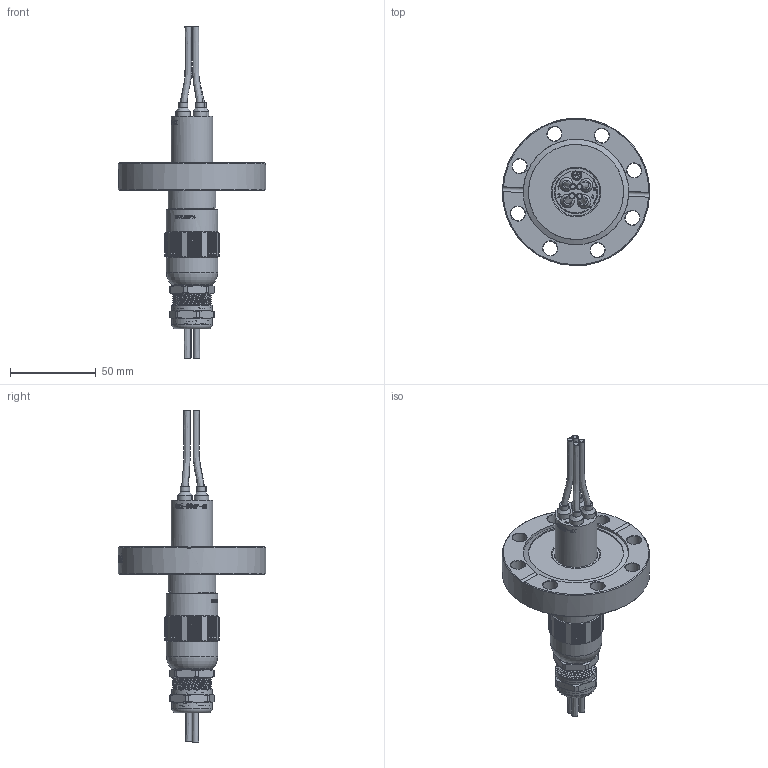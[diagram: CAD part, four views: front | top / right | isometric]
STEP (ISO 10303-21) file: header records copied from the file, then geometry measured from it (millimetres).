
FILE_DESCRIPTION (( 'STEP AP214' ), '1' );
FILE_NAME ('外发模型（带护线筒）-ZA-S-CF50-0435.STEP', '2024-08-15T10:11:20', ( '' ), ( '' ), 'SwSTEP 2.0', 'SolidWorks 2020', '' );
FILE_SCHEMA (( 'AUTOMOTIVE_DESIGN' ));
Length unit declared in the file: millimetre
Products named in the file (24): 俋楷耀倰-Z-XF-4P35H-殏俔-VAC-PPS; M3-16-4 - 坋趼芛; 囀郋躇猾杶 10-14; 外发模型-Z-CFG-3540+电线-4.0-折弯-0435; FL-CF50-D28; 外发模型（带护线筒）-ZA-S-CF50-0435; 誘盄芠蹟簽-LT14-PG16; 囀郋彶踡蛈 10-14; 寡蝶誘盄杶; 俋楷耀倰-Z-SA-D28-0435-L110-L119; 俋楷耀倰-FL-SA-D28-0435-L110-L119; 誘盄芠俋褲-CPC-M28D14; 萇盄囀郋-4.0-0435; 誘盄芠囀郋-FTL14-M20NX; 俋楷耀倰-Z-XF-4P35H-殏俔-AIR-PPS; 俋楷耀倰-BLANK-CFG-3540; NDL-D35L300; 俋楷耀倰-XF-4P35H-AIR-PPS; 誘盄芠-CPC-M28D14; 俋楷耀倰-XF-4P35H-VAC-PPS; 外发模型-母针卡爪-3540; 俋楷耀倰-SA-D28-0435-L110-L119; 萇盄-4.0-0435; 萇盄蝶々-4.0-0435
Assembly tree (41 placements, depth 6):
  外发模型（带护线筒）-ZA-S-CF50-0435
    俋楷耀倰-Z-SA-D28-0435-L110-L119
      俋楷耀倰-SA-D28-0435-L110-L119
        俋楷耀倰-FL-SA-D28-0435-L110-L119
        NDL-D35L300  x4
      誘盄芠-CPC-M28D14
        誘盄芠俋褲-CPC-M28D14
        誘盄芠囀郋-FTL14-M20NX
          誘盄芠蹟簽-LT14-PG16
          囀郋躇猾杶 10-14
          囀郋彶踡蛈 10-14
      俋楷耀倰-Z-XF-4P35H-殏俔-VAC-PPS
        俋楷耀倰-XF-4P35H-VAC-PPS
        外发模型-Z-CFG-3540+电线-4.0-折弯-0435  x4
          俋楷耀倰-BLANK-CFG-3540
          外发模型-母针卡爪-3540
          萇盄-4.0-0435
            萇盄蝶々-4.0-0435
            萇盄囀郋-4.0-0435
        M3-16-4 - 坋趼芛
        寡蝶誘盄杶  x4
      俋楷耀倰-Z-XF-4P35H-殏俔-AIR-PPS
        俋楷耀倰-XF-4P35H-AIR-PPS
        外发模型-Z-CFG-3540+电线-4.0-折弯-0435  x4
          俋楷耀倰-BLANK-CFG-3540
          外发模型-母针卡爪-3540
          萇盄-4.0-0435
            萇盄蝶々-4.0-0435
            萇盄囀郋-4.0-0435
        M3-16-4 - 坋趼芛
        寡蝶誘盄杶  x4
    FL-CF50-D28
Bounding box: 85.99 x 85.97 x 193.8 mm (x, y, z)
Volume: 132671.7 mm3; surface area: 90041.6 mm2
Topology: 78 solids, 78 shells, 1313 faces, 3712 edges, 2710 vertices
Faces by surface type: plane 728, cylinder 350, bspline 134, cone 76, torus 25
Full cylindrical faces by diameter (mm): 1 x8, 1.8 x2, 2.5 x32, 2.8 x8, 3 x8, 3.5 x18, 3.6 x8, 4.5 x2, 5 x24, 5.2 x16, 5.4 x8, 6 x8, 6.5 x16, 8 x16, 8.4 x8, 14.2 x2, 14.5 x1, 17.4 x2, 19.2 x1, 19.3 x1, 19.7 x1, 20 x1, 23.7 x3, 24.5 x2, 26.5 x1, 28 x5, 28.5 x1, 30 x2, 61.6 x1, 86 x1
Entity records: 47688 total; most frequent: CARTESIAN_POINT 25240, ORIENTED_EDGE 5062, DIRECTION 3459, EDGE_CURVE 2531, VERTEX_POINT 2000, AXIS2_PLACEMENT_3D 1289, B_SPLINE_CURVE_WITH_KNOTS 1128, EDGE_LOOP 1109
